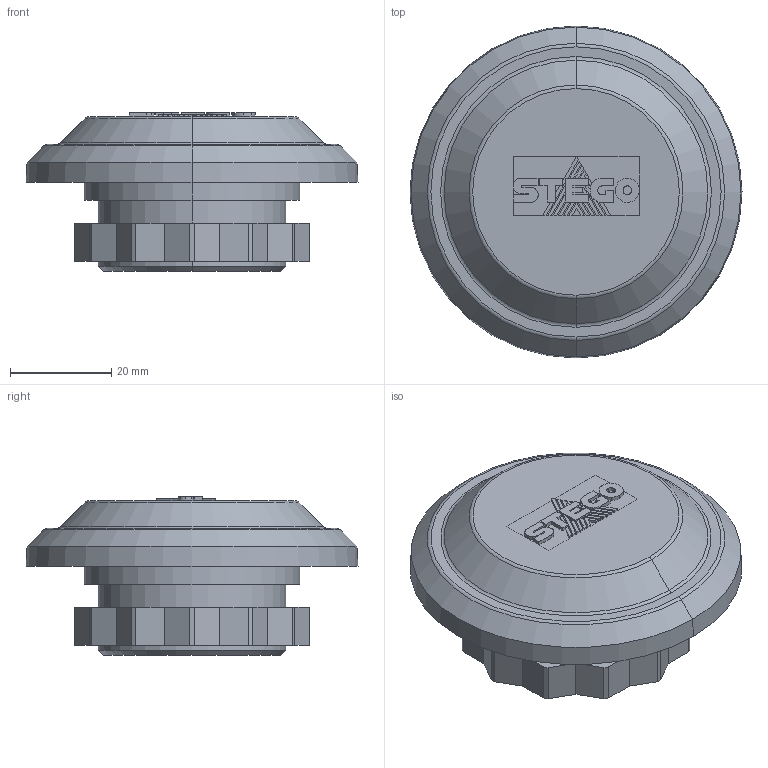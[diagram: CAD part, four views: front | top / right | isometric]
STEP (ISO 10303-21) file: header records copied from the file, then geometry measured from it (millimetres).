
FILE_DESCRIPTION (( 'STEP AP214' ), '1' );
FILE_NAME ('DA_08400.STEP', '2012-11-13T16:20:16', ( 'Nutzer' ), ( '' ), 'SwSTEP 2.0', 'SolidWorks 2012', '' );
FILE_SCHEMA (( 'AUTOMOTIVE_DESIGN' ));
Length unit declared in the file: millimetre
Products named in the file (1): DA_08400
Bounding box: 65.5 x 65.5 x 31.25 mm (x, y, z)
Volume: 57144.9 mm3; surface area: 12091.4 mm2
Topology: 2 solids, 2 shells, 241 faces, 675 edges, 444 vertices
Faces by surface type: plane 173, bspline 46, cone 8, cylinder 8, torus 6
Entity records: 7902 total; most frequent: CARTESIAN_POINT 1938, ORIENTED_EDGE 1350, DIRECTION 1015, EDGE_CURVE 675, VECTOR 541, LINE 541, VERTEX_POINT 444, EDGE_LOOP 247
